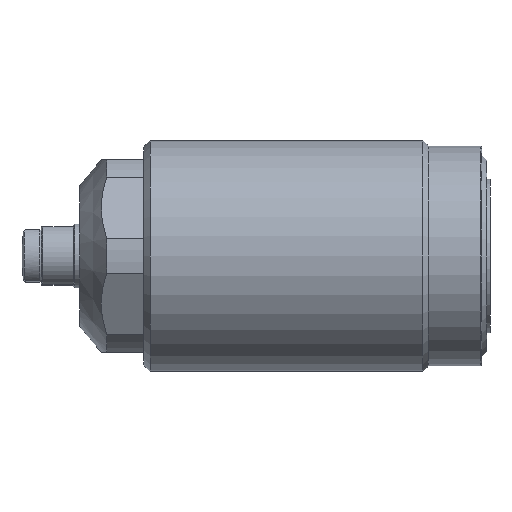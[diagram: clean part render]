
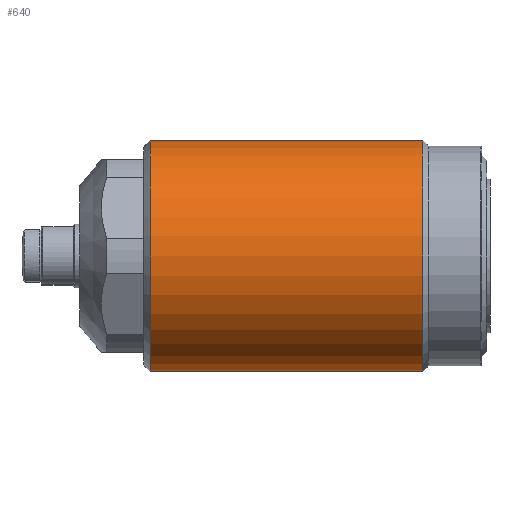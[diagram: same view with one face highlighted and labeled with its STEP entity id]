
A CAD part, left-side view. The second image highlights one B-rep face of the part: STEP entity #640.
In plain terms, the highlighted cylindrical face has radius 18 mm (diameter 36 mm), a partial arc.
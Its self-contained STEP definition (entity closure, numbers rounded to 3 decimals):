
#169 = FACE_OUTER_BOUND ( 'NONE', #1171, .T. ) ;
#173 = CYLINDRICAL_SURFACE ( 'NONE', #2493, 18. ) ;
#640 = ADVANCED_FACE ( 'NONE', ( #169 ), #173, .T. ) ;
#938 = CARTESIAN_POINT ( 'NONE',  ( 0., 53., 0. ) ) ;
#939 = DIRECTION ( 'NONE',  ( 0., -1., 0. ) ) ;
#1078 = CARTESIAN_POINT ( 'NONE',  ( 0., 53., -18. ) ) ;
#1099 = CARTESIAN_POINT ( 'NONE',  ( 0., 10.5, -18. ) ) ;
#1100 = CARTESIAN_POINT ( 'NONE',  ( 0., 10.5, 18. ) ) ;
#1110 = CARTESIAN_POINT ( 'NONE',  ( 0., 53., 18. ) ) ;
#1113 = DIRECTION ( 'NONE',  ( 0., 0., -1. ) ) ;
#1171 = EDGE_LOOP ( 'NONE', ( #1293, #1294, #2286, #2290 ) ) ;
#1227 = VERTEX_POINT ( 'NONE', #1078 ) ;
#1248 = VERTEX_POINT ( 'NONE', #1099 ) ;
#1249 = VERTEX_POINT ( 'NONE', #1100 ) ;
#1259 = VERTEX_POINT ( 'NONE', #1110 ) ;
#1293 = ORIENTED_EDGE ( 'NONE', *, *, #2750, .F. ) ;
#1294 = ORIENTED_EDGE ( 'NONE', *, *, #2729, .T. ) ;
#1373 = CIRCLE ( 'NONE', #2385, 18. ) ;
#1427 = LINE ( 'NONE', #1786, #1428 ) ;
#1428 = VECTOR ( 'NONE', #1787, 1000. ) ;
#1451 = CIRCLE ( 'NONE', #2347, 18. ) ;
#1470 = LINE ( 'NONE', #1911, #1471 ) ;
#1471 = VECTOR ( 'NONE', #1912, 1000. ) ;
#1786 = CARTESIAN_POINT ( 'NONE',  ( 0., 90.713, 18. ) ) ;
#1787 = DIRECTION ( 'NONE',  ( 0., 1., 0. ) ) ;
#1860 = CARTESIAN_POINT ( 'NONE',  ( 0., 10.5, 0. ) ) ;
#1861 = DIRECTION ( 'NONE',  ( 0., 1., 0. ) ) ;
#1862 = DIRECTION ( 'NONE',  ( 0., 0., 1. ) ) ;
#1911 = CARTESIAN_POINT ( 'NONE',  ( 0., 90.713, -18. ) ) ;
#1912 = DIRECTION ( 'NONE',  ( 0., 1., 0. ) ) ;
#2236 = DIRECTION ( 'NONE',  ( 0., 0., 1. ) ) ;
#2243 = DIRECTION ( 'NONE',  ( 0., 1., 0. ) ) ;
#2244 = CARTESIAN_POINT ( 'NONE',  ( 0., 90.713, 0. ) ) ;
#2286 = ORIENTED_EDGE ( 'NONE', *, *, #2708, .T. ) ;
#2290 = ORIENTED_EDGE ( 'NONE', *, *, #2605, .T. ) ;
#2347 = AXIS2_PLACEMENT_3D ( 'NONE', #1860, #1861, #1862 ) ;
#2385 = AXIS2_PLACEMENT_3D ( 'NONE', #938, #939, #1113 ) ;
#2493 = AXIS2_PLACEMENT_3D ( 'NONE', #2244, #2243, #2236 ) ;
#2605 = EDGE_CURVE ( 'NONE', #1259, #1227, #1373, .T. ) ;
#2708 = EDGE_CURVE ( 'NONE', #1249, #1259, #1427, .T. ) ;
#2729 = EDGE_CURVE ( 'NONE', #1248, #1249, #1451, .T. ) ;
#2750 = EDGE_CURVE ( 'NONE', #1248, #1227, #1470, .T. ) ;
